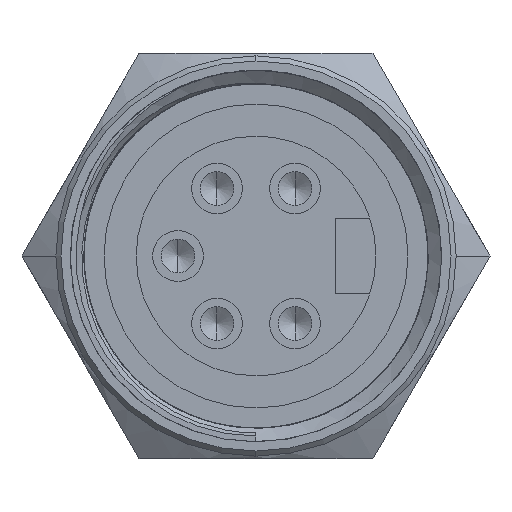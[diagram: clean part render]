
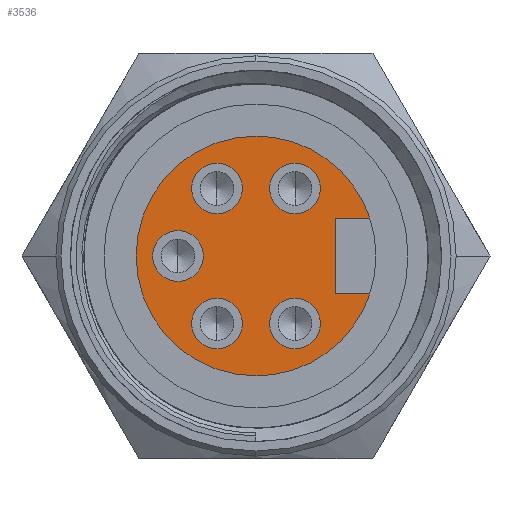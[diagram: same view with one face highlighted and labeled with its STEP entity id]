
A CAD part, left-side view. The second image highlights one B-rep face of the part: STEP entity #3536.
In plain terms, the highlighted planar face has unit normal (-1, 0, 0).
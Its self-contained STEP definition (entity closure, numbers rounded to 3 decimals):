
#18 = DIRECTION ( 'NONE',  ( 0., 0., 1. ) ) ;
#20 = DIRECTION ( 'NONE',  ( 1., 0., 0. ) ) ;
#23 = CARTESIAN_POINT ( 'NONE',  ( 0., 2.31, 4. ) ) ;
#25 = CARTESIAN_POINT ( 'NONE',  ( 0., -6.734, 2.25 ) ) ;
#28 = DIRECTION ( 'NONE',  ( 0., -1., 0. ) ) ;
#72 = DIRECTION ( 'NONE',  ( 1., 0., 0. ) ) ;
#73 = CARTESIAN_POINT ( 'NONE',  ( 0., -2.31, -4. ) ) ;
#75 = CARTESIAN_POINT ( 'NONE',  ( 0., 4.62, -1.5 ) ) ;
#111 = CARTESIAN_POINT ( 'NONE',  ( 0., -4.7, 0. ) ) ;
#161 = EDGE_CURVE ( 'NONE', #4805, #5109, #4244, .T. ) ;
#188 = VERTEX_POINT ( 'NONE', #1122 ) ;
#259 = AXIS2_PLACEMENT_3D ( 'NONE', #23, #20, #18 ) ;
#388 = DIRECTION ( 'NONE',  ( 0., 0., 1. ) ) ;
#467 = AXIS2_PLACEMENT_3D ( 'NONE', #3518, #3511, #3509 ) ;
#546 = DIRECTION ( 'NONE',  ( 0., 0., -1. ) ) ;
#547 = DIRECTION ( 'NONE',  ( 1., 0., 0. ) ) ;
#549 = CARTESIAN_POINT ( 'NONE',  ( 0., 0., 0. ) ) ;
#560 = ORIENTED_EDGE ( 'NONE', *, *, #2534, .T. ) ;
#584 = DIRECTION ( 'NONE',  ( 0., 0., -1. ) ) ;
#586 = DIRECTION ( 'NONE',  ( 1., 0., 0. ) ) ;
#590 = CARTESIAN_POINT ( 'NONE',  ( 0., 0., 0. ) ) ;
#595 = AXIS2_PLACEMENT_3D ( 'NONE', #590, #586, #584 ) ;
#598 = ORIENTED_EDGE ( 'NONE', *, *, #3825, .T. ) ;
#620 = ORIENTED_EDGE ( 'NONE', *, *, #161, .T. ) ;
#642 = AXIS2_PLACEMENT_3D ( 'NONE', #749, #746, #745 ) ;
#711 = DIRECTION ( 'NONE',  ( 0., 0., 1. ) ) ;
#712 = DIRECTION ( 'NONE',  ( -1., 0., 0. ) ) ;
#745 = DIRECTION ( 'NONE',  ( 0., 0., -1. ) ) ;
#746 = DIRECTION ( 'NONE',  ( 1., 0., 0. ) ) ;
#749 = CARTESIAN_POINT ( 'NONE',  ( 0., 0., 0. ) ) ;
#760 = AXIS2_PLACEMENT_3D ( 'NONE', #549, #547, #546 ) ;
#781 = PLANE ( 'NONE',  #914 ) ;
#799 = ORIENTED_EDGE ( 'NONE', *, *, #3042, .T. ) ;
#847 = AXIS2_PLACEMENT_3D ( 'NONE', #3455, #3460, #3465 ) ;
#875 = AXIS2_PLACEMENT_3D ( 'NONE', #73, #72, #3701 ) ;
#895 = CARTESIAN_POINT ( 'NONE',  ( 0., -2.31, 2.5 ) ) ;
#914 = AXIS2_PLACEMENT_3D ( 'NONE', #3602, #712, #711 ) ;
#990 = VERTEX_POINT ( 'NONE', #2418 ) ;
#1078 = ORIENTED_EDGE ( 'NONE', *, *, #3658, .T. ) ;
#1094 = CARTESIAN_POINT ( 'NONE',  ( 0., 4.62, 0. ) ) ;
#1100 = DIRECTION ( 'NONE',  ( 1., 0., 0. ) ) ;
#1104 = DIRECTION ( 'NONE',  ( 0., 0., 1. ) ) ;
#1108 = EDGE_LOOP ( 'NONE', ( #1355, #799, #1078, #4250, #3188, #1497 ) ) ;
#1110 = AXIS2_PLACEMENT_3D ( 'NONE', #1094, #1100, #1104 ) ;
#1122 = CARTESIAN_POINT ( 'NONE',  ( 0., -2.31, -5.5 ) ) ;
#1133 = AXIS2_PLACEMENT_3D ( 'NONE', #3739, #3738, #3731 ) ;
#1200 = CARTESIAN_POINT ( 'NONE',  ( 0., -6.734, -2.25 ) ) ;
#1215 = ORIENTED_EDGE ( 'NONE', *, *, #5133, .T. ) ;
#1232 = AXIS2_PLACEMENT_3D ( 'NONE', #2790, #2797, #2806 ) ;
#1266 = AXIS2_PLACEMENT_3D ( 'NONE', #3054, #3057, #3062 ) ;
#1355 = ORIENTED_EDGE ( 'NONE', *, *, #4419, .F. ) ;
#1427 = VECTOR ( 'NONE', #28, 1000. ) ;
#1438 = CIRCLE ( 'NONE', #259, 1.5 ) ;
#1449 = LINE ( 'NONE', #25, #1427 ) ;
#1450 = EDGE_CURVE ( 'NONE', #188, #2578, #3711, .T. ) ;
#1460 = CARTESIAN_POINT ( 'NONE',  ( 0., 2.31, 5.5 ) ) ;
#1497 = ORIENTED_EDGE ( 'NONE', *, *, #4384, .F. ) ;
#1558 = AXIS2_PLACEMENT_3D ( 'NONE', #3288, #1974, #4640 ) ;
#1566 = AXIS2_PLACEMENT_3D ( 'NONE', #3975, #5049, #4531 ) ;
#1644 = EDGE_CURVE ( 'NONE', #4969, #4963, #3687, .T. ) ;
#1691 = ORIENTED_EDGE ( 'NONE', *, *, #1644, .T. ) ;
#1822 = CIRCLE ( 'NONE', #467, 1.5 ) ;
#1945 = CIRCLE ( 'NONE', #760, 7.1 ) ;
#1974 = DIRECTION ( 'NONE',  ( 1., 0., 0. ) ) ;
#1994 = CIRCLE ( 'NONE', #595, 7.1 ) ;
#2005 = CIRCLE ( 'NONE', #642, 7.1 ) ;
#2009 = CARTESIAN_POINT ( 'NONE',  ( 0., -6.734, 2.25 ) ) ;
#2067 = ORIENTED_EDGE ( 'NONE', *, *, #1450, .T. ) ;
#2073 = CARTESIAN_POINT ( 'NONE',  ( 0., 2.31, -2.5 ) ) ;
#2126 = CARTESIAN_POINT ( 'NONE',  ( 0., 2.31, -5.5 ) ) ;
#2257 = VERTEX_POINT ( 'NONE', #4653 ) ;
#2303 = CARTESIAN_POINT ( 'NONE',  ( 0., -2.31, -2.5 ) ) ;
#2418 = CARTESIAN_POINT ( 'NONE',  ( 0., -2.31, 5.5 ) ) ;
#2420 = CIRCLE ( 'NONE', #847, 1.5 ) ;
#2431 = VERTEX_POINT ( 'NONE', #3660 ) ;
#2452 = EDGE_LOOP ( 'NONE', ( #1691, #560 ) ) ;
#2463 = EDGE_CURVE ( 'NONE', #3301, #2257, #3302, .T. ) ;
#2494 = CIRCLE ( 'NONE', #875, 1.5 ) ;
#2502 = VECTOR ( 'NONE', #388, 1000. ) ;
#2534 = EDGE_CURVE ( 'NONE', #4963, #4969, #3278, .T. ) ;
#2549 = LINE ( 'NONE', #111, #2502 ) ;
#2578 = VERTEX_POINT ( 'NONE', #2303 ) ;
#2627 = FACE_BOUND ( 'NONE', #4552, .T. ) ;
#2632 = FACE_BOUND ( 'NONE', #5192, .T. ) ;
#2638 = FACE_BOUND ( 'NONE', #3467, .T. ) ;
#2645 = FACE_BOUND ( 'NONE', #2452, .T. ) ;
#2657 = FACE_OUTER_BOUND ( 'NONE', #1108, .T. ) ;
#2675 = FACE_BOUND ( 'NONE', #2759, .T. ) ;
#2759 = EDGE_LOOP ( 'NONE', ( #4029, #2067 ) ) ;
#2790 = CARTESIAN_POINT ( 'NONE',  ( 0., -2.31, -4. ) ) ;
#2797 = DIRECTION ( 'NONE',  ( 1., 0., 0. ) ) ;
#2806 = DIRECTION ( 'NONE',  ( 0., 0., 1. ) ) ;
#2889 = CARTESIAN_POINT ( 'NONE',  ( 0., -4.7, 2.25 ) ) ;
#2935 = VECTOR ( 'NONE', #3589, 1000. ) ;
#2938 = LINE ( 'NONE', #3582, #2935 ) ;
#2945 = EDGE_CURVE ( 'NONE', #5109, #4805, #3051, .T. ) ;
#3042 = EDGE_CURVE ( 'NONE', #4194, #3686, #2938, .T. ) ;
#3051 = CIRCLE ( 'NONE', #1133, 1.5 ) ;
#3054 = CARTESIAN_POINT ( 'NONE',  ( 0., 2.31, -4. ) ) ;
#3057 = DIRECTION ( 'NONE',  ( 1., 0., 0. ) ) ;
#3062 = DIRECTION ( 'NONE',  ( 0., 0., 1. ) ) ;
#3068 = VERTEX_POINT ( 'NONE', #3591 ) ;
#3077 = CARTESIAN_POINT ( 'NONE',  ( 0., 4.62, 1.5 ) ) ;
#3188 = ORIENTED_EDGE ( 'NONE', *, *, #4432, .F. ) ;
#3278 = CIRCLE ( 'NONE', #1566, 1.5 ) ;
#3288 = CARTESIAN_POINT ( 'NONE',  ( 0., 2.31, 4. ) ) ;
#3301 = VERTEX_POINT ( 'NONE', #1460 ) ;
#3302 = CIRCLE ( 'NONE', #1558, 1.5 ) ;
#3455 = CARTESIAN_POINT ( 'NONE',  ( 0., -2.31, 4. ) ) ;
#3460 = DIRECTION ( 'NONE',  ( 1., 0., 0. ) ) ;
#3465 = DIRECTION ( 'NONE',  ( 0., 0., 1. ) ) ;
#3467 = EDGE_LOOP ( 'NONE', ( #620, #4599 ) ) ;
#3494 = VERTEX_POINT ( 'NONE', #895 ) ;
#3509 = DIRECTION ( 'NONE',  ( 0., 0., 1. ) ) ;
#3511 = DIRECTION ( 'NONE',  ( 1., 0., 0. ) ) ;
#3518 = CARTESIAN_POINT ( 'NONE',  ( 0., -2.31, 4. ) ) ;
#3536 = ADVANCED_FACE ( 'NONE', ( #2657, #2675, #2645, #2638, #2632, #2627 ), #781, .T. ) ;
#3582 = CARTESIAN_POINT ( 'NONE',  ( 0., 0., -2.25 ) ) ;
#3589 = DIRECTION ( 'NONE',  ( 0., 1., 0. ) ) ;
#3591 = CARTESIAN_POINT ( 'NONE',  ( 0., 0., -7.1 ) ) ;
#3602 = CARTESIAN_POINT ( 'NONE',  ( 0., 0., 0. ) ) ;
#3658 = EDGE_CURVE ( 'NONE', #3686, #4900, #2549, .T. ) ;
#3660 = CARTESIAN_POINT ( 'NONE',  ( 0., 0., 7.1 ) ) ;
#3666 = EDGE_CURVE ( 'NONE', #2578, #188, #2494, .T. ) ;
#3686 = VERTEX_POINT ( 'NONE', #3932 ) ;
#3687 = CIRCLE ( 'NONE', #1266, 1.5 ) ;
#3701 = DIRECTION ( 'NONE',  ( 0., 0., 1. ) ) ;
#3711 = CIRCLE ( 'NONE', #1232, 1.5 ) ;
#3731 = DIRECTION ( 'NONE',  ( 0., 0., 1. ) ) ;
#3738 = DIRECTION ( 'NONE',  ( 1., 0., 0. ) ) ;
#3739 = CARTESIAN_POINT ( 'NONE',  ( 0., 4.62, 0. ) ) ;
#3825 = EDGE_CURVE ( 'NONE', #3494, #990, #2420, .T. ) ;
#3932 = CARTESIAN_POINT ( 'NONE',  ( 0., -4.7, -2.25 ) ) ;
#3975 = CARTESIAN_POINT ( 'NONE',  ( 0., 2.31, -4. ) ) ;
#4029 = ORIENTED_EDGE ( 'NONE', *, *, #3666, .T. ) ;
#4194 = VERTEX_POINT ( 'NONE', #1200 ) ;
#4244 = CIRCLE ( 'NONE', #1110, 1.5 ) ;
#4250 = ORIENTED_EDGE ( 'NONE', *, *, #5150, .T. ) ;
#4384 = EDGE_CURVE ( 'NONE', #3068, #2431, #2005, .T. ) ;
#4419 = EDGE_CURVE ( 'NONE', #4194, #3068, #1994, .T. ) ;
#4432 = EDGE_CURVE ( 'NONE', #2431, #4982, #1945, .T. ) ;
#4475 = ORIENTED_EDGE ( 'NONE', *, *, #4702, .T. ) ;
#4531 = DIRECTION ( 'NONE',  ( 0., 0., 1. ) ) ;
#4552 = EDGE_LOOP ( 'NONE', ( #4949, #1215 ) ) ;
#4599 = ORIENTED_EDGE ( 'NONE', *, *, #2945, .T. ) ;
#4640 = DIRECTION ( 'NONE',  ( 0., 0., 1. ) ) ;
#4653 = CARTESIAN_POINT ( 'NONE',  ( 0., 2.31, 2.5 ) ) ;
#4702 = EDGE_CURVE ( 'NONE', #990, #3494, #1822, .T. ) ;
#4805 = VERTEX_POINT ( 'NONE', #3077 ) ;
#4900 = VERTEX_POINT ( 'NONE', #2889 ) ;
#4949 = ORIENTED_EDGE ( 'NONE', *, *, #2463, .T. ) ;
#4963 = VERTEX_POINT ( 'NONE', #2126 ) ;
#4969 = VERTEX_POINT ( 'NONE', #2073 ) ;
#4982 = VERTEX_POINT ( 'NONE', #2009 ) ;
#5049 = DIRECTION ( 'NONE',  ( 1., 0., 0. ) ) ;
#5109 = VERTEX_POINT ( 'NONE', #75 ) ;
#5133 = EDGE_CURVE ( 'NONE', #2257, #3301, #1438, .T. ) ;
#5150 = EDGE_CURVE ( 'NONE', #4900, #4982, #1449, .T. ) ;
#5192 = EDGE_LOOP ( 'NONE', ( #4475, #598 ) ) ;
